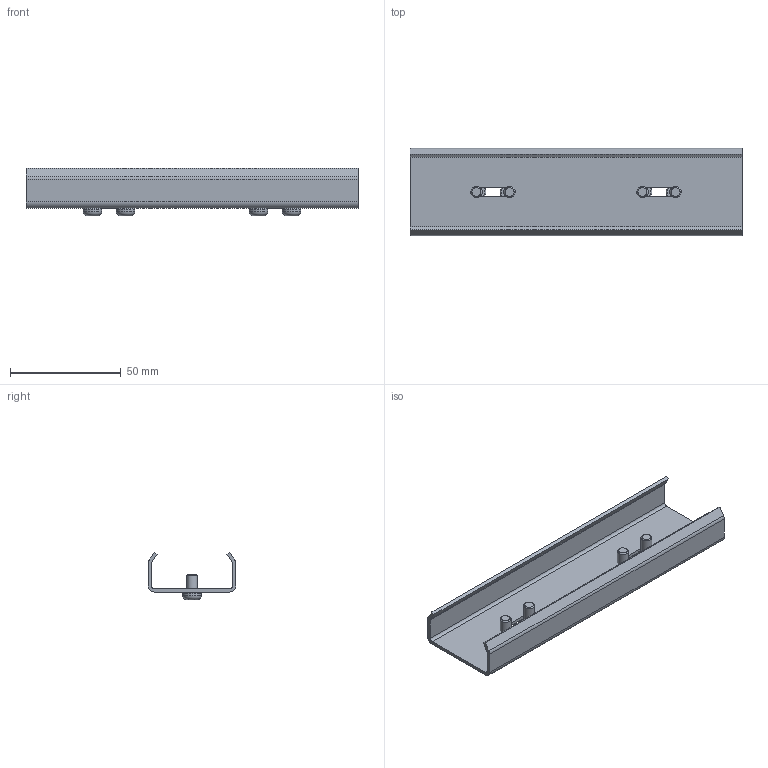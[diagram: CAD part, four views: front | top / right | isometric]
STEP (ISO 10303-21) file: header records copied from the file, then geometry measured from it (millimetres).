
FILE_DESCRIPTION(('FreeCAD Model'),'2;1');
FILE_NAME('Open CASCADE Shape Model','2024-03-19T12:34:42',(''),(''), 'Open CASCADE STEP processor 7.6','FreeCAD','Unknown');
FILE_SCHEMA(('AUTOMOTIVE_DESIGN { 1 0 10303 214 1 1 1 1 }'));
Length unit declared in the file: millimetre
Products named in the file (3): STB8-KRR; 062MG36MS01_1; 062MG36MS01_2
Assembly tree (5 placements, depth 2):
  STB8-KRR
    062MG36MS01_1
    062MG36MS01_2  x4
Bounding box: 150 x 39.5 x 21.5 mm (x, y, z)
Volume: 17070.6 mm3; surface area: 23258.9 mm2
Topology: 5 solids, 5 shells, 186 faces, 500 edges, 328 vertices
Faces by surface type: plane 102, cylinder 68, torus 12, cone 4
Full cylindrical faces by diameter (mm): 5 x4, 8.5 x4
Entity records: 4922 total; most frequent: CARTESIAN_POINT 1054, DIRECTION 707, LINE 396, VECTOR 396, ORIENTED_EDGE 376, PCURVE 376, DEFINITIONAL_REPRESENTATION 376, EDGE_CURVE 188
